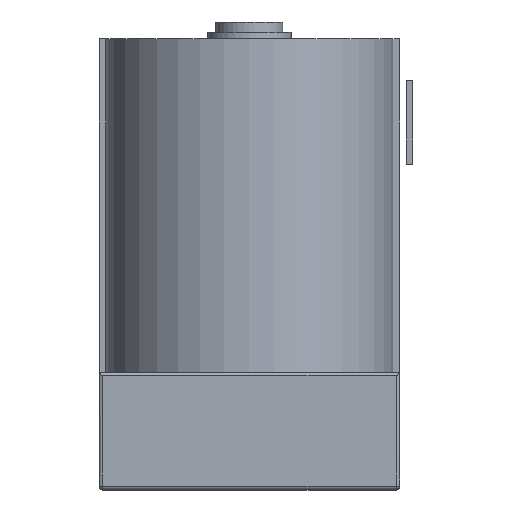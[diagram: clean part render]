
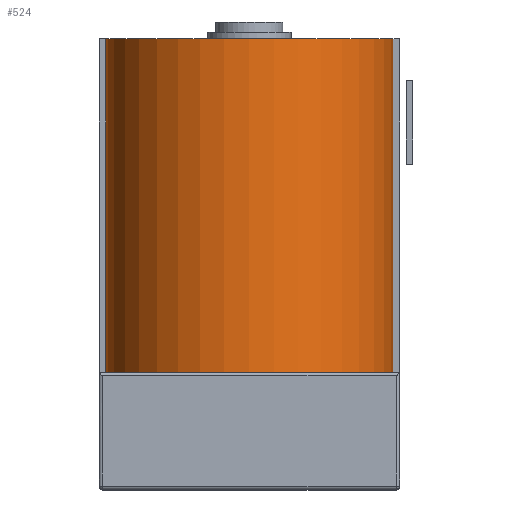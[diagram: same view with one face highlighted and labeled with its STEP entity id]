
A CAD part, top view. The second image highlights one B-rep face of the part: STEP entity #524.
In plain terms, the highlighted cylindrical face has radius 4.3 mm (diameter 8.6 mm), a partial arc.
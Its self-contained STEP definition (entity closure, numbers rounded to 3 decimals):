
#323 = VERTEX_POINT('',#324);
#324 = CARTESIAN_POINT('',(-4.3,-4.,6.495));
#330 = EDGE_CURVE('',#331,#323,#333,.T.);
#331 = VERTEX_POINT('',#332);
#332 = CARTESIAN_POINT('',(4.3,-4.,6.495));
#333 = CIRCLE('',#334,4.3);
#334 = AXIS2_PLACEMENT_3D('',#335,#336,#337);
#335 = CARTESIAN_POINT('',(0.,-4.,6.495));
#336 = DIRECTION('',(0.,-1.,0.));
#337 = DIRECTION('',(1.,0.,0.));
#507 = VERTEX_POINT('',#508);
#508 = CARTESIAN_POINT('',(-4.3,6.,6.495));
#514 = EDGE_CURVE('',#323,#507,#515,.T.);
#515 = LINE('',#516,#517);
#516 = CARTESIAN_POINT('',(-4.3,-7.5,6.495));
#517 = VECTOR('',#518,1.);
#518 = DIRECTION('',(0.,1.,0.));
#524 = ADVANCED_FACE('',(#525),#544,.T.);
#525 = FACE_BOUND('',#526,.T.);
#526 = EDGE_LOOP('',(#527,#528,#536,#543));
#527 = ORIENTED_EDGE('',*,*,#330,.F.);
#528 = ORIENTED_EDGE('',*,*,#529,.T.);
#529 = EDGE_CURVE('',#331,#530,#532,.T.);
#530 = VERTEX_POINT('',#531);
#531 = CARTESIAN_POINT('',(4.3,6.,6.495));
#532 = LINE('',#533,#534);
#533 = CARTESIAN_POINT('',(4.3,-7.5,6.495));
#534 = VECTOR('',#535,1.);
#535 = DIRECTION('',(0.,1.,0.));
#536 = ORIENTED_EDGE('',*,*,#537,.T.);
#537 = EDGE_CURVE('',#530,#507,#538,.T.);
#538 = CIRCLE('',#539,4.3);
#539 = AXIS2_PLACEMENT_3D('',#540,#541,#542);
#540 = CARTESIAN_POINT('',(0.,6.,6.495));
#541 = DIRECTION('',(0.,-1.,0.));
#542 = DIRECTION('',(1.,0.,0.));
#543 = ORIENTED_EDGE('',*,*,#514,.F.);
#544 = CYLINDRICAL_SURFACE('',#545,4.3);
#545 = AXIS2_PLACEMENT_3D('',#546,#547,#548);
#546 = CARTESIAN_POINT('',(0.,-7.5,6.495));
#547 = DIRECTION('',(0.,-1.,0.));
#548 = DIRECTION('',(1.,0.,0.));
